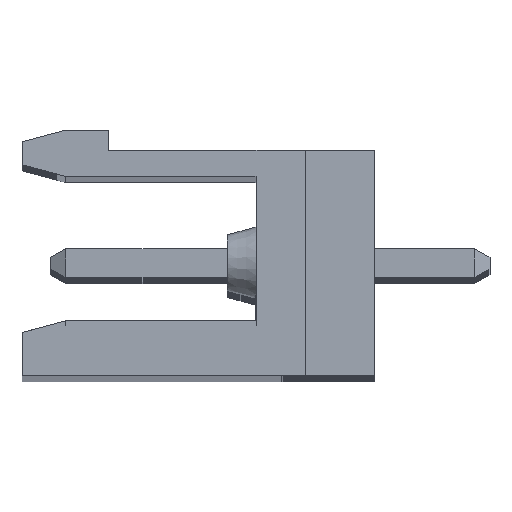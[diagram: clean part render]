
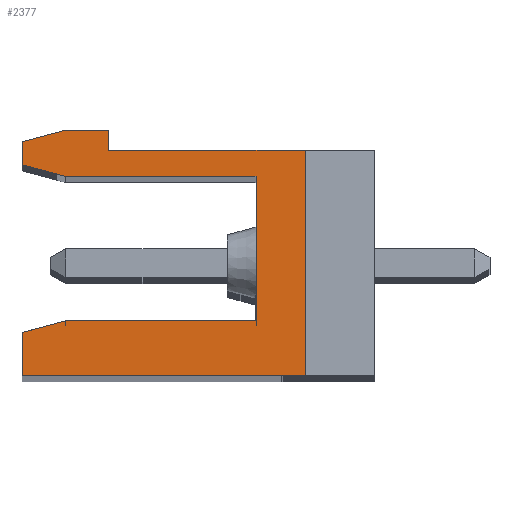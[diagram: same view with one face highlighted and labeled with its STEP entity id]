
A CAD part, top view. The second image highlights one B-rep face of the part: STEP entity #2377.
In plain terms, the highlighted planar face has unit normal (0, 0, 1).
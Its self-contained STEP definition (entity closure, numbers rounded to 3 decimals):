
#2377 = ADVANCED_FACE( '', ( #5019 ), #5020, .F. );
#5019 = FACE_OUTER_BOUND( '', #7903, .T. );
#5020 = PLANE( '', #7904 );
#7903 = EDGE_LOOP( '', ( #14989, #14990, #14991, #14992, #14993, #14994, #14995, #14996, #14997, #14998, #14999, #15000, #15001 ) );
#7904 = AXIS2_PLACEMENT_3D( '', #15002, #15003, #15004 );
#14989 = ORIENTED_EDGE( '', *, *, #19058, .T. );
#14990 = ORIENTED_EDGE( '', *, *, #19787, .T. );
#14991 = ORIENTED_EDGE( '', *, *, #17180, .F. );
#14992 = ORIENTED_EDGE( '', *, *, #18106, .T. );
#14993 = ORIENTED_EDGE( '', *, *, #19788, .F. );
#14994 = ORIENTED_EDGE( '', *, *, #19686, .F. );
#14995 = ORIENTED_EDGE( '', *, *, #17346, .F. );
#14996 = ORIENTED_EDGE( '', *, *, #18359, .F. );
#14997 = ORIENTED_EDGE( '', *, *, #19209, .F. );
#14998 = ORIENTED_EDGE( '', *, *, #18028, .F. );
#14999 = ORIENTED_EDGE( '', *, *, #19475, .F. );
#15000 = ORIENTED_EDGE( '', *, *, #17846, .F. );
#15001 = ORIENTED_EDGE( '', *, *, #18582, .T. );
#15002 = CARTESIAN_POINT( '', ( 336.953, 140.526, 6.2 ) );
#15003 = DIRECTION( '', ( 0., 0., -1. ) );
#15004 = DIRECTION( '', ( 0., -1., 0. ) );
#17180 = EDGE_CURVE( '', #20623, #20625, #20626, .T. );
#17346 = EDGE_CURVE( '', #20913, #20915, #20916, .T. );
#17846 = EDGE_CURVE( '', #21732, #21734, #21735, .T. );
#18028 = EDGE_CURVE( '', #22020, #22018, #22022, .T. );
#18106 = EDGE_CURVE( '', #20623, #22141, #22142, .T. );
#18359 = EDGE_CURVE( '', #22551, #20913, #22553, .T. );
#18582 = EDGE_CURVE( '', #21732, #22893, #22895, .T. );
#19058 = EDGE_CURVE( '', #22893, #23558, #23560, .T. );
#19209 = EDGE_CURVE( '', #22018, #22551, #23753, .T. );
#19475 = EDGE_CURVE( '', #21734, #22020, #24096, .T. );
#19686 = EDGE_CURVE( '', #20915, #24266, #24346, .T. );
#19787 = EDGE_CURVE( '', #23558, #20625, #24460, .T. );
#19788 = EDGE_CURVE( '', #24266, #22141, #24461, .T. );
#20623 = VERTEX_POINT( '', #25558 );
#20625 = VERTEX_POINT( '', #25561 );
#20626 = LINE( '', #25562, #25563 );
#20913 = VERTEX_POINT( '', #25992 );
#20915 = VERTEX_POINT( '', #25995 );
#20916 = LINE( '', #25996, #25997 );
#21732 = VERTEX_POINT( '', #27197 );
#21734 = VERTEX_POINT( '', #27200 );
#21735 = LINE( '', #27201, #27202 );
#22018 = VERTEX_POINT( '', #27625 );
#22020 = VERTEX_POINT( '', #27628 );
#22022 = LINE( '', #27631, #27632 );
#22141 = VERTEX_POINT( '', #27804 );
#22142 = LINE( '', #27805, #27806 );
#22551 = VERTEX_POINT( '', #28424 );
#22553 = LINE( '', #28427, #28428 );
#22893 = VERTEX_POINT( '', #28945 );
#22895 = LINE( '', #28948, #28949 );
#23558 = VERTEX_POINT( '', #29953 );
#23560 = LINE( '', #29956, #29957 );
#23753 = LINE( '', #30248, #30249 );
#24096 = LINE( '', #30781, #30782 );
#24266 = VERTEX_POINT( '', #31028 );
#24346 = LINE( '', #31170, #31171 );
#24460 = LINE( '', #31324, #31325 );
#24461 = LINE( '', #31326, #31327 );
#25558 = CARTESIAN_POINT( '', ( 335.653, 133.826, 6.2 ) );
#25561 = CARTESIAN_POINT( '', ( 342.253, 133.826, 6.2 ) );
#25562 = CARTESIAN_POINT( '', ( 336.953, 133.826, 6.2 ) );
#25563 = VECTOR( '', #32001, 1000. );
#25992 = CARTESIAN_POINT( '', ( 343.953, 139.726, 6.2 ) );
#25995 = CARTESIAN_POINT( '', ( 343.953, 131.926, 6.2 ) );
#25996 = CARTESIAN_POINT( '', ( 343.953, 131.926, 6.2 ) );
#25997 = VECTOR( '', #32130, 1000. );
#27197 = CARTESIAN_POINT( '', ( 334.153, 139.226, 6.2 ) );
#27200 = CARTESIAN_POINT( '', ( 334.153, 140.026, 6.2 ) );
#27201 = CARTESIAN_POINT( '', ( 334.153, 140.126, 6.2 ) );
#27202 = VECTOR( '', #32555, 1000. );
#27625 = CARTESIAN_POINT( '', ( 337.153, 140.426, 6.2 ) );
#27628 = CARTESIAN_POINT( '', ( 335.646, 140.426, 6.2 ) );
#27631 = CARTESIAN_POINT( '', ( 337.153, 140.426, 6.2 ) );
#27632 = VECTOR( '', #32704, 1000. );
#27804 = CARTESIAN_POINT( '', ( 334.153, 133.424, 6.2 ) );
#27805 = CARTESIAN_POINT( '', ( 334.153, 133.424, 6.2 ) );
#27806 = VECTOR( '', #32773, 1000. );
#28424 = CARTESIAN_POINT( '', ( 337.153, 139.726, 6.2 ) );
#28427 = CARTESIAN_POINT( '', ( 343.753, 139.726, 6.2 ) );
#28428 = VECTOR( '', #32996, 1000. );
#28945 = CARTESIAN_POINT( '', ( 335.646, 138.826, 6.2 ) );
#28948 = CARTESIAN_POINT( '', ( 336.44, 138.613, 6.2 ) );
#28949 = VECTOR( '', #33196, 1000. );
#29953 = CARTESIAN_POINT( '', ( 342.253, 138.826, 6.2 ) );
#29956 = CARTESIAN_POINT( '', ( 336.953, 138.826, 6.2 ) );
#29957 = VECTOR( '', #33566, 1000. );
#30248 = CARTESIAN_POINT( '', ( 337.153, 140.026, 6.2 ) );
#30249 = VECTOR( '', #33674, 1000. );
#30781 = CARTESIAN_POINT( '', ( 335.646, 140.426, 6.2 ) );
#30782 = VECTOR( '', #33867, 1000. );
#31028 = CARTESIAN_POINT( '', ( 334.153, 131.926, 6.2 ) );
#31170 = CARTESIAN_POINT( '', ( 333.953, 131.926, 6.2 ) );
#31171 = VECTOR( '', #34033, 1000. );
#31324 = CARTESIAN_POINT( '', ( 342.253, 140.526, 6.2 ) );
#31325 = VECTOR( '', #34106, 1000. );
#31326 = CARTESIAN_POINT( '', ( 334.153, 140.126, 6.2 ) );
#31327 = VECTOR( '', #34107, 1000. );
#32001 = DIRECTION( '', ( 1., 0., 0. ) );
#32130 = DIRECTION( '', ( 0., -1., 0. ) );
#32555 = DIRECTION( '', ( 0., 1., 0. ) );
#32704 = DIRECTION( '', ( 1., 0., 0. ) );
#32773 = DIRECTION( '', ( -0.966, -0.259, 0. ) );
#32996 = DIRECTION( '', ( 1., 0., 0. ) );
#33196 = DIRECTION( '', ( 0.966, -0.259, 0. ) );
#33566 = DIRECTION( '', ( 1., 0., 0. ) );
#33674 = DIRECTION( '', ( 0., -1., 0. ) );
#33867 = DIRECTION( '', ( 0.966, 0.259, 0. ) );
#34033 = DIRECTION( '', ( -1., 0., 0. ) );
#34106 = DIRECTION( '', ( 0., -1., 0. ) );
#34107 = DIRECTION( '', ( 0., 1., 0. ) );
